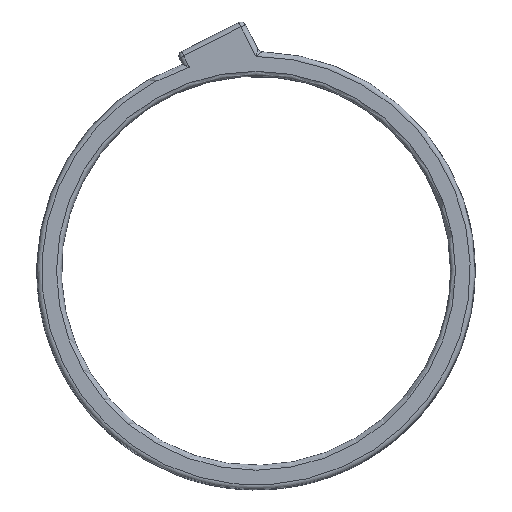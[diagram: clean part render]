
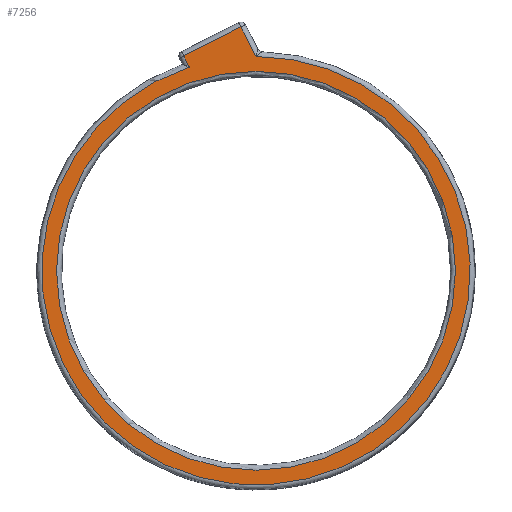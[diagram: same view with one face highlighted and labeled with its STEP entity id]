
A CAD part, top view. The second image highlights one B-rep face of the part: STEP entity #7256.
In plain terms, the highlighted planar face has unit normal (0, 0, 1).
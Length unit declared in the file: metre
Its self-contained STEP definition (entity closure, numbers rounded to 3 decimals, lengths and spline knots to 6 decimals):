
#811=CIRCLE('',#7844,0.0405);
#812=CIRCLE('',#7845,0.0435);
#1324=ORIENTED_EDGE('',*,*,#3578,.T.);
#1325=ORIENTED_EDGE('',*,*,#3579,.T.);
#1326=ORIENTED_EDGE('',*,*,#3580,.T.);
#1327=ORIENTED_EDGE('',*,*,#3581,.T.);
#1328=ORIENTED_EDGE('',*,*,#3582,.T.);
#3578=EDGE_CURVE('',#4705,#4705,#811,.F.);
#3579=EDGE_CURVE('',#4706,#4707,#5187,.T.);
#3580=EDGE_CURVE('',#4707,#4708,#5188,.T.);
#3581=EDGE_CURVE('',#4708,#4709,#5189,.F.);
#3582=EDGE_CURVE('',#4709,#4706,#812,.T.);
#4705=VERTEX_POINT('',#11105);
#4706=VERTEX_POINT('',#11107);
#4707=VERTEX_POINT('',#11108);
#4708=VERTEX_POINT('',#11110);
#4709=VERTEX_POINT('',#11112);
#5187=LINE('',#11106,#5698);
#5188=LINE('',#11109,#5699);
#5189=LINE('',#11111,#5700);
#5698=VECTOR('',#8636,1.);
#5699=VECTOR('',#8637,1.);
#5700=VECTOR('',#8638,1.);
#6172=EDGE_LOOP('',(#1324));
#6173=EDGE_LOOP('',(#1325,#1326,#1327,#1328));
#6639=FACE_BOUND('',#6172,.T.);
#6640=FACE_BOUND('',#6173,.T.);
#7063=PLANE('',#7843);
#7256=ADVANCED_FACE('',(#6639,#6640),#7063,.T.);
#7843=AXIS2_PLACEMENT_3D('',#11103,#8632,#8633);
#7844=AXIS2_PLACEMENT_3D('',#11104,#8634,#8635);
#7845=AXIS2_PLACEMENT_3D('',#11113,#8639,#8640);
#8632=DIRECTION('',(0.,0.,1.));
#8633=DIRECTION('',(1.,0.,0.));
#8634=DIRECTION('',(0.,0.,1.));
#8635=DIRECTION('',(1.,0.,0.));
#8636=DIRECTION('',(-0.454,0.891,0.));
#8637=DIRECTION('',(-0.891,-0.454,0.));
#8638=DIRECTION('',(-0.454,0.891,0.));
#8639=DIRECTION('',(0.,0.,1.));
#8640=DIRECTION('',(1.,0.,0.));
#11103=CARTESIAN_POINT('',(0.,0.,0.0075));
#11104=CARTESIAN_POINT('',(0.,0.,0.0075));
#11105=CARTESIAN_POINT('',(0.0405,0.,0.0075));
#11106=CARTESIAN_POINT('',(-0.003518,0.050405,0.0075));
#11107=CARTESIAN_POINT('',(0.,0.0435,0.0075));
#11108=CARTESIAN_POINT('',(-0.003064,0.049514,0.0075));
#11109=CARTESIAN_POINT('',(-0.015539,0.043158,0.0075));
#11110=CARTESIAN_POINT('',(-0.014648,0.043612,0.0075));
#11111=CARTESIAN_POINT('',(-0.01402,0.042381,0.0075));
#11112=CARTESIAN_POINT('',(-0.013496,0.041353,0.0075));
#11113=CARTESIAN_POINT('',(0.,0.,0.0075));
